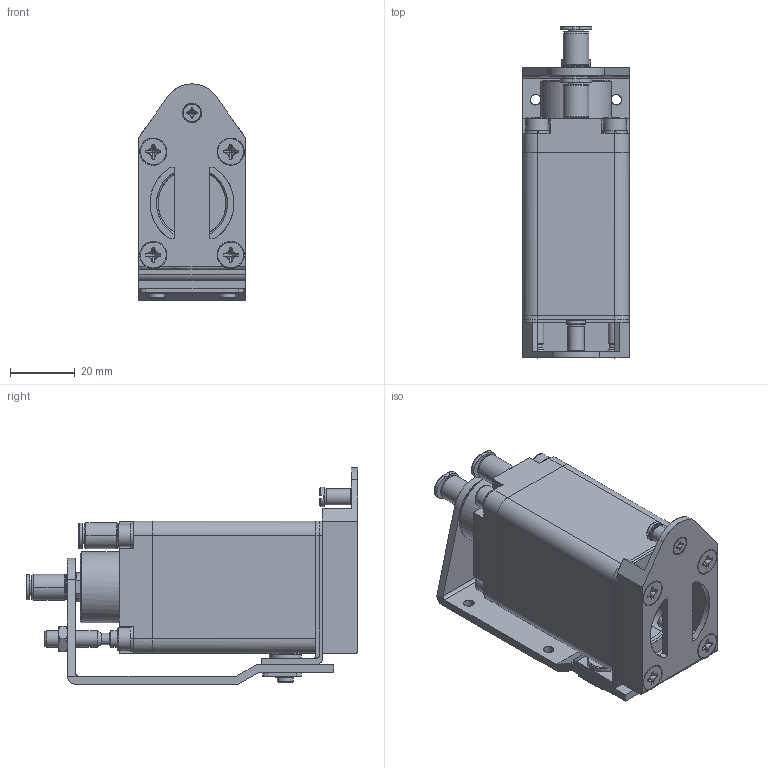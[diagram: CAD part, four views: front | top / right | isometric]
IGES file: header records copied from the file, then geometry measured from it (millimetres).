
Global section: file name: 46HGTNY15R4__.igs; native system: Rhinoceros ( Mar 12 2024 ); preprocessor: Trout Lake IGES 012 Mar 12 2024; date: 240401.043207; units: millimetre
Bounding box: 33 x 102.8 x 67 mm (x, y, z)
Surface area: 35829.9 mm2 (no closed solid volume)
Topology: 0 solids, 0 shells, 621 faces, 5101 edges, 5084 vertices
Faces by surface type: bspline 621
